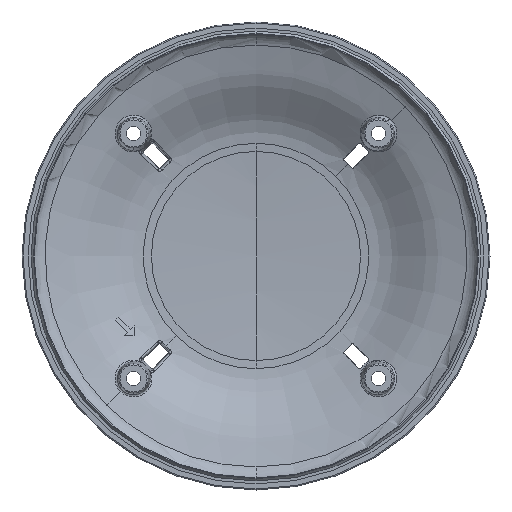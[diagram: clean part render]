
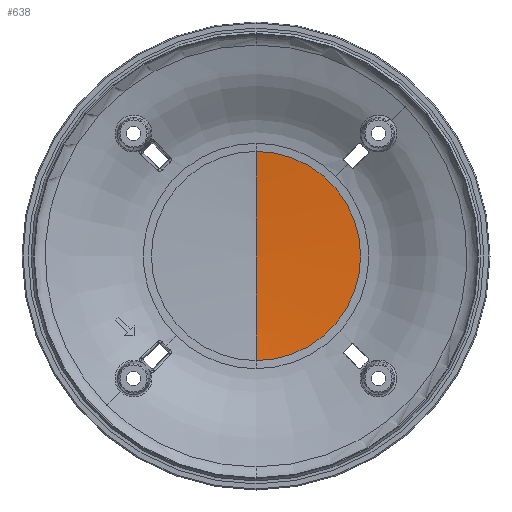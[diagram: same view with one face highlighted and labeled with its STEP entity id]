
A CAD part, front view. The second image highlights one B-rep face of the part: STEP entity #638.
In plain terms, the highlighted spherical face has radius 550.69 mm.
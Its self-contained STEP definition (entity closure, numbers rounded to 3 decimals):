
#546 = DIRECTION ( 'NONE',  ( 0., 0., 1. ) ) ;
#638 = ADVANCED_FACE ( 'NONE', ( #7213 ), #10920, .F. ) ;
#1029 = AXIS2_PLACEMENT_3D ( 'NONE', #11253, #16253, #16088 ) ;
#1175 = VERTEX_POINT ( 'NONE', #7349 ) ;
#1880 = DIRECTION ( 'NONE',  ( 0., 0., -1. ) ) ;
#2624 = ORIENTED_EDGE ( 'NONE', *, *, #5853, .T. ) ;
#3142 = ORIENTED_EDGE ( 'NONE', *, *, #10461, .F. ) ;
#3477 = VERTEX_POINT ( 'NONE', #6553 ) ;
#5242 = EDGE_LOOP ( 'NONE', ( #2624, #8885, #3142 ) ) ;
#5525 = AXIS2_PLACEMENT_3D ( 'NONE', #8389, #14732, #1880 ) ;
#5853 = EDGE_CURVE ( 'NONE', #11618, #1175, #12619, .T. ) ;
#6018 = DIRECTION ( 'NONE',  ( 0., -1., 0. ) ) ;
#6127 = AXIS2_PLACEMENT_3D ( 'NONE', #7208, #8393, #546 ) ;
#6553 = CARTESIAN_POINT ( 'NONE',  ( 0., 42.492, 0. ) ) ;
#6882 = CIRCLE ( 'NONE', #5525, 550.69 ) ;
#7208 = CARTESIAN_POINT ( 'NONE',  ( 0., -508.198, 0. ) ) ;
#7213 = FACE_OUTER_BOUND ( 'NONE', #5242, .T. ) ;
#7349 = CARTESIAN_POINT ( 'NONE',  ( 0., 40.007, 52.257 ) ) ;
#8389 = CARTESIAN_POINT ( 'NONE',  ( 0., -508.198, 0. ) ) ;
#8393 = DIRECTION ( 'NONE',  ( -1., 0., 0. ) ) ;
#8572 = AXIS2_PLACEMENT_3D ( 'NONE', #12438, #6018, #12771 ) ;
#8885 = ORIENTED_EDGE ( 'NONE', *, *, #15910, .T. ) ;
#10461 = EDGE_CURVE ( 'NONE', #11618, #3477, #6882, .T. ) ;
#10920 = SPHERICAL_SURFACE ( 'NONE', #1029, 550.69 ) ;
#11253 = CARTESIAN_POINT ( 'NONE',  ( 0., -508.198, 0. ) ) ;
#11618 = VERTEX_POINT ( 'NONE', #12313 ) ;
#12313 = CARTESIAN_POINT ( 'NONE',  ( 0., 40.007, -52.257 ) ) ;
#12438 = CARTESIAN_POINT ( 'NONE',  ( 0., 40.007, 0. ) ) ;
#12600 = CIRCLE ( 'NONE', #6127, 550.69 ) ;
#12619 = CIRCLE ( 'NONE', #8572, 52.257 ) ;
#12771 = DIRECTION ( 'NONE',  ( 0., 0., -1. ) ) ;
#14732 = DIRECTION ( 'NONE',  ( 1., 0., 0. ) ) ;
#15910 = EDGE_CURVE ( 'NONE', #1175, #3477, #12600, .T. ) ;
#16088 = DIRECTION ( 'NONE',  ( 0., 0., -1. ) ) ;
#16253 = DIRECTION ( 'NONE',  ( -1., 0., 0. ) ) ;
